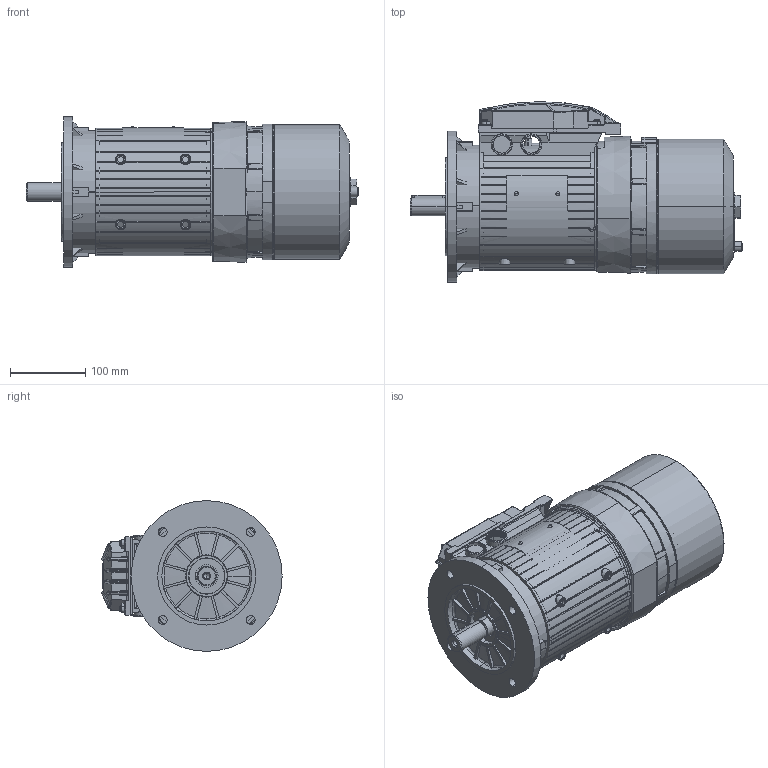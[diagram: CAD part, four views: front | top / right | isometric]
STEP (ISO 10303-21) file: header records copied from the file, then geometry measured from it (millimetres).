
FILE_DESCRIPTION (( 'STEP AP214' ), '1' );
FILE_NAME ('18Q4.STEP', '2024-04-23T23:22:09', ( '' ), ( '' ), 'SwSTEP 2.0', 'SolidWorks 2021', '' );
FILE_SCHEMA (( 'AUTOMOTIVE_DESIGN' ));
Length unit declared in the file: inch
Products named in the file (1): 18Q4
Bounding box: 440.18 x 238.99 x 200 mm (x, y, z)
Volume: 8878416.8 mm3; surface area: 847106.2 mm2
Topology: 16 solids, 46 shells, 3551 faces, 9477 edges, 6072 vertices
Faces by surface type: plane 1548, bspline 835, cylinder 820, cone 335, torus 13
Entity records: 163723 total; most frequent: CARTESIAN_POINT 83079, ORIENTED_EDGE 18798, DIRECTION 13768, EDGE_CURVE 9399, VERTEX_POINT 6072, AXIS2_PLACEMENT_3D 4736, LINE 4296, VECTOR 4296
